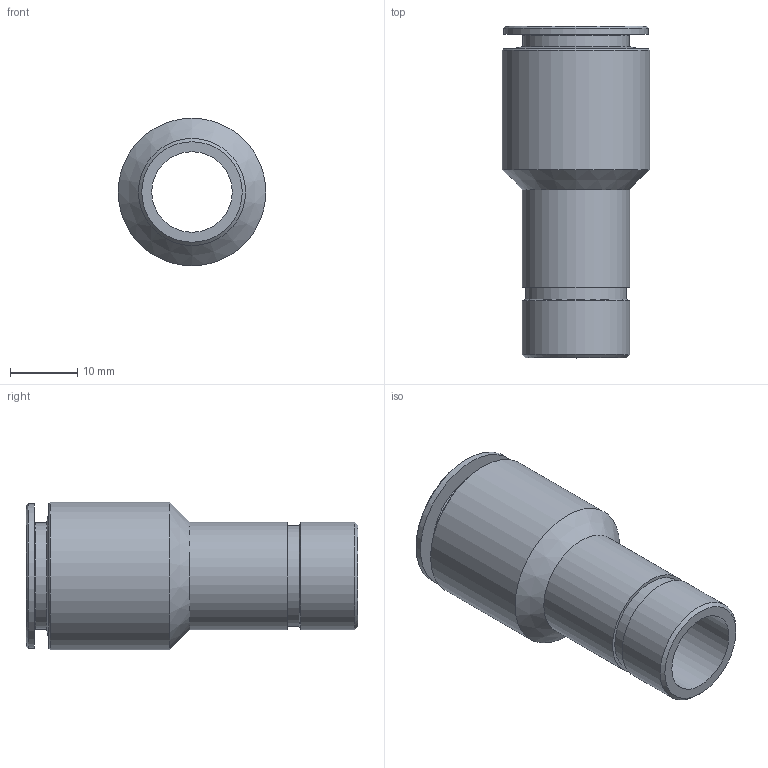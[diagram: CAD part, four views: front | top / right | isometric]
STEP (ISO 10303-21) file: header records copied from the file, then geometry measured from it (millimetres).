
FILE_DESCRIPTION(( 'MA.25.14.16.stp' ), '1');
FILE_NAME( 'MA.25.14.16.stp', '2021-02-22T11:54:42',( 'Sopra'),('sopra-pneumatic.com'), 'SwSTEP 2.0','SolidWorks 2009','' );
FILE_SCHEMA( ( 'AUTOMOTIVE_DESIGN { 1 0 10303 214 1 1 1 1 }' ) );
Length unit declared in the file: metre
Products named in the file (1): Rivoluzione1
Bounding box: 22 x 49.4 x 22 mm (x, y, z)
Volume: 6919.2 mm3; surface area: 5585.8 mm2
Topology: 1 solids, 1 shells, 22 faces, 42 edges, 25 vertices
Faces by surface type: cone 9, cylinder 8, plane 5
Full cylindrical faces by diameter (mm): 12 x1, 14.15 x1, 15 x1, 15.8 x1, 15.95 x2, 21.5 x1, 22 x1
Entity records: 640 total; most frequent: DIRECTION 90, CARTESIAN_POINT 67, AXIS2_PLACEMENT_3D 45, EDGE_LOOP 44, ORIENTED_EDGE 44, FACE_OUTER_BOUND 30, STYLED_ITEM 22, PRESENTATION_STYLE_ASSIGNMENT 22
